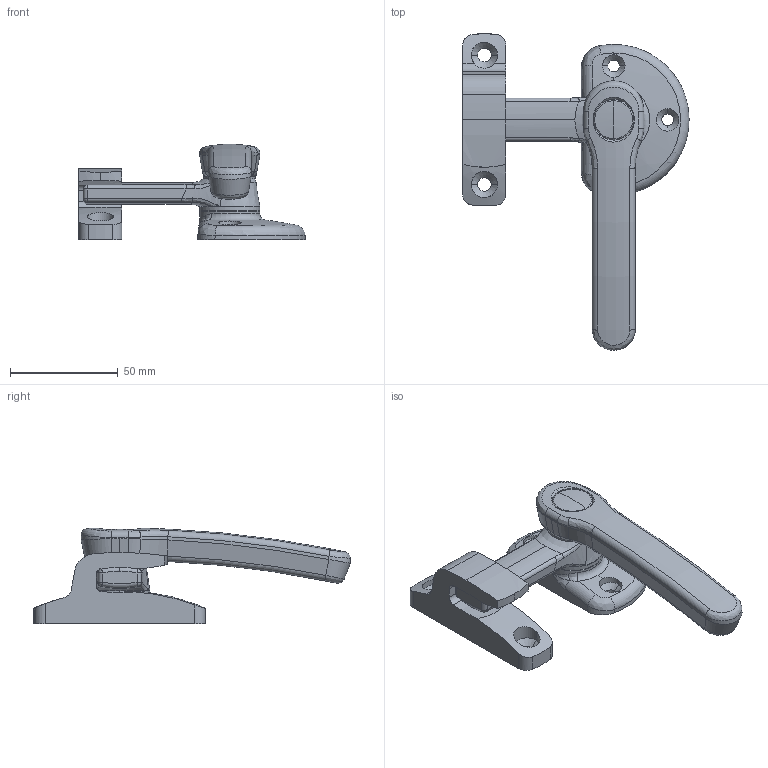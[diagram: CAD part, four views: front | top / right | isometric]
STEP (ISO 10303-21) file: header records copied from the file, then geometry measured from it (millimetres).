
FILE_DESCRIPTION (( 'STEP AP203' ), '1' );
FILE_NAME ('FA-624-2-R_公.STEP', '2011-04-25T05:21:12', ( '13SW' ), ( 'タキゲン' ), 'SwSTEP 2.0', 'SolidWorks 2011', '' );
FILE_SCHEMA (( 'CONFIG_CONTROL_DESIGN' ));
Length unit declared in the file: millimetre
Products named in the file (8): FA-624-2-R_公; FA-624-2受け金具_公; FA-624-2樹脂キャップ_公; 六角穴付ボルトM8; FA-624-2僴儞僪儖_岞_hexabolt; FA-624-2フック_公; FA-624-2カム_公; FA-624-2ベース_公
Assembly tree (7 placements, depth 2):
  FA-624-2-R_公
    FA-624-2フック_公
    FA-624-2樹脂キャップ_公
    FA-624-2ベース_公
    FA-624-2カム_公
    FA-624-2受け金具_公
    FA-624-2僴儞僪儖_岞_hexabolt
    六角穴付ボルトM8
Bounding box: 105 x 147 x 44.29 mm (x, y, z)
Volume: 95022.1 mm3; surface area: 38165 mm2
Topology: 7 solids, 7 shells, 342 faces, 831 edges, 515 vertices
Faces by surface type: cylinder 121, plane 94, bspline 53, cone 38, torus 22, sphere 14
Entity records: 15029 total; most frequent: CARTESIAN_POINT 6492, ORIENTED_EDGE 1654, DIRECTION 1567, EDGE_CURVE 827, AXIS2_PLACEMENT_3D 631, VERTEX_POINT 515, EDGE_LOOP 376, ADVANCED_FACE 342
